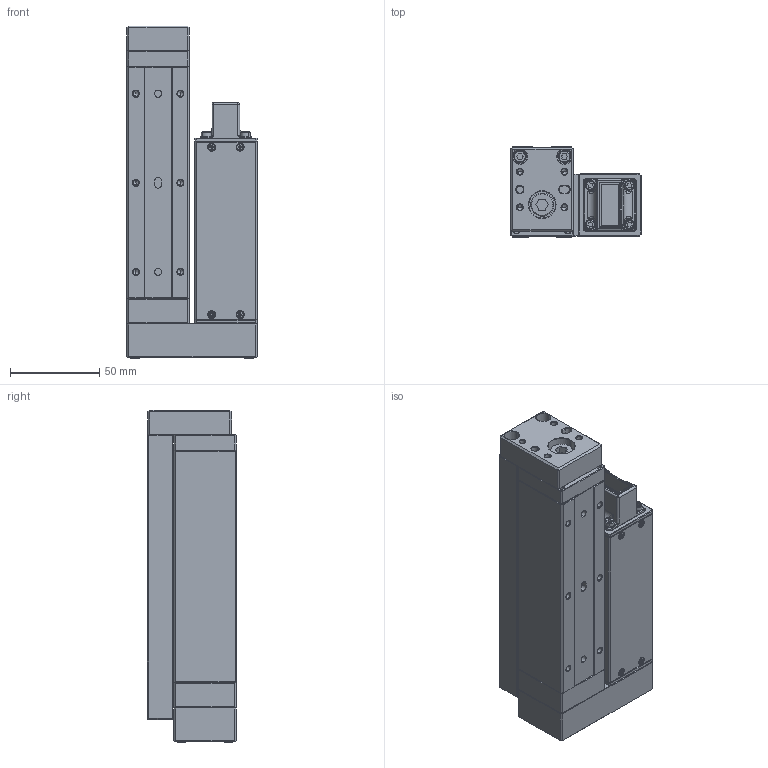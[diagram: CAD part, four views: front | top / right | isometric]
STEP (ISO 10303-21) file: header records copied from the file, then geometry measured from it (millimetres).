
FILE_DESCRIPTION (( 'STEP AP203' ), '1' );
FILE_NAME ('RM-RPLA-11-100-2-ITG ﾒｻﾌ袗ﾛｵﾆｽﾌｨﾐﾍﾍﾆｸﾋ 1.0.STEP', '2021-11-30T10:48:47', ( '' ), ( '' ), 'SwSTEP 2.0', 'SolidWorks 2019', '' );
FILE_SCHEMA (( 'CONFIG_CONTROL_DESIGN' ));
Length unit declared in the file: millimetre
Products named in the file (24): MSP02-LA002 芢裝_100mm; 蕾宒堤盄; PPT17-GFM-1416-08 拸蚐傍杶; MFT07-M3 粟銅賡; MFT02-M2.5x5 坋趼麥芛蹟佪; MFT03-M2.5x6 埴翐囀鞠褒蹟佪; MSP01-LA010 肮祭謫碟猾裔; MFT02-M2x5 坋趼麥芛蹟佪; MSP01-LA011 す怢傷啣; MSP01-LA005 萇儂蟀諉啣; MFT03-M8x10 埴翐囀鞠褒蹟佪; MSP01-LA001 ヶ傷裔; MSP01-LA012 す怢啣_100mm; MFT03-M3x6 埴翐囀鞠褒蹟佪; RM-RPLA-11-100-2-ITG 一体折叠平台型推杆 1.0; 蕾宒堤盄芛俋褲; MSP01-LA009 肮祭謫碟; MSP01-LA006 电机外壳_一体外壳; M4x8 埴翐囀鞠褒蹟佪; d1100-22p; MSP01-LA008 す怢倰裝极_100mm; MFT03-M3x8 埴翐囀鞠褒蹟佪; MSP01-LA003 粣創釱; MSP01-LA007 帣裔_MSP01-EC002-28
Assembly tree (48 placements, depth 3):
  RM-RPLA-11-100-2-ITG 一体折叠平台型推杆 1.0
    MSP02-LA002 芢裝_100mm
    MSP01-LA001 ヶ傷裔
    MSP01-LA003 粣創釱
    MSP01-LA005 萇儂蟀諉啣
    MSP01-LA006 电机外壳_一体外壳
    MSP01-LA007 帣裔_MSP01-EC002-28
    MSP01-LA009 肮祭謫碟
    MSP01-LA010 肮祭謫碟猾裔
    MFT03-M2.5x6 埴翐囀鞠褒蹟佪
    蕾宒堤盄
      蕾宒堤盄芛俋褲
      d1100-22p
    MSP01-LA012 す怢啣_100mm
    MSP01-LA011 す怢傷啣
    MFT03-M8x10 埴翐囀鞠褒蹟佪
    MSP01-LA008 す怢倰裝极_100mm
    MFT07-M3 粟銅賡  x4
    MFT03-M3x8 埴翐囀鞠褒蹟佪  x9
    MFT02-M2x5 坋趼麥芛蹟佪  x8
    MFT03-M3x6 埴翐囀鞠褒蹟佪  x4
    M4x8 埴翐囀鞠褒蹟佪  x2
    MFT02-M2.5x5 坋趼麥芛蹟佪  x4
    PPT17-GFM-1416-08 拸蚐傍杶
Bounding box: 73 x 50.5 x 186.4 mm (x, y, z)
Volume: 250929.8 mm3; surface area: 147880.6 mm2
Topology: 47 solids, 47 shells, 2877 faces, 6516 edges, 3760 vertices
Faces by surface type: plane 1382, cone 723, cylinder 670, bspline 48, torus 42, sphere 12
Entity records: 60552 total; most frequent: CARTESIAN_POINT 11091, DIRECTION 10166, ORIENTED_EDGE 9128, EDGE_CURVE 4564, AXIS2_PLACEMENT_3D 3690, LINE 2786, VECTOR 2786, VERTEX_POINT 2683
